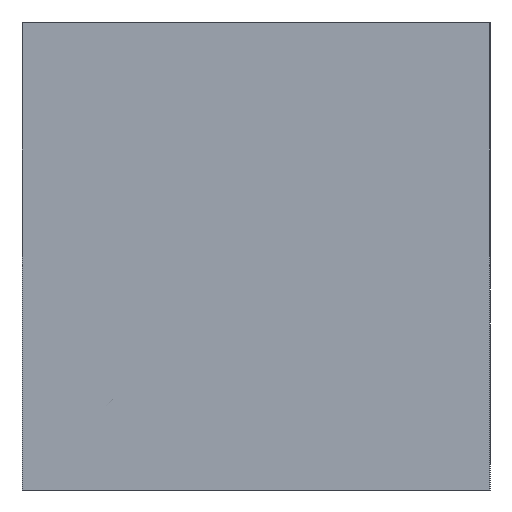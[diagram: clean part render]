
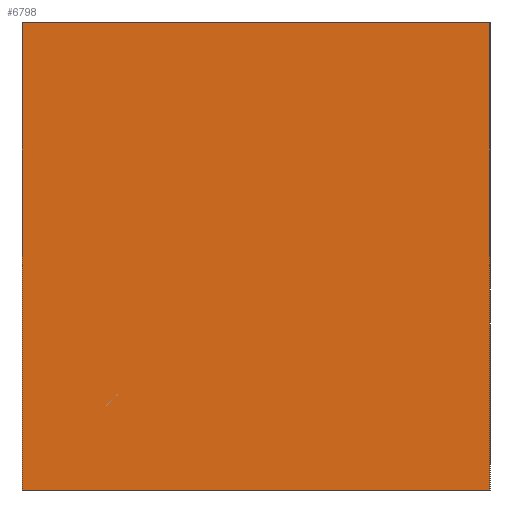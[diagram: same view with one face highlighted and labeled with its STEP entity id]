
A CAD part, left-side view. The second image highlights one B-rep face of the part: STEP entity #6798.
In plain terms, the highlighted planar face has unit normal (-1, 0, 0).
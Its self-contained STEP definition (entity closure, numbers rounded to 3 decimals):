
#367=PLANE('',#7123);
#708=FACE_OUTER_BOUND('',#1087,.T.);
#1087=EDGE_LOOP('',(#6031,#6032,#6033,#6034));
#1358=LINE('',#10477,#2029);
#1766=LINE('',#11584,#2437);
#1767=LINE('',#11585,#2438);
#1768=LINE('',#11586,#2439);
#2029=VECTOR('',#7516,10.);
#2437=VECTOR('',#8406,10.);
#2438=VECTOR('',#8407,10.);
#2439=VECTOR('',#8408,10.);
#2929=VERTEX_POINT('',#10470);
#2932=VERTEX_POINT('',#10475);
#3261=VERTEX_POINT('',#11582);
#3262=VERTEX_POINT('',#11583);
#3700=EDGE_CURVE('',#2932,#2929,#1358,.T.);
#4192=EDGE_CURVE('',#3261,#3262,#1766,.T.);
#4193=EDGE_CURVE('',#3262,#2929,#1767,.T.);
#4194=EDGE_CURVE('',#3261,#2932,#1768,.T.);
#6031=ORIENTED_EDGE('',*,*,#4192,.T.);
#6032=ORIENTED_EDGE('',*,*,#4193,.T.);
#6033=ORIENTED_EDGE('',*,*,#3700,.F.);
#6034=ORIENTED_EDGE('',*,*,#4194,.F.);
#6798=ADVANCED_FACE('',(#708),#367,.T.);
#7123=AXIS2_PLACEMENT_3D('',#11581,#8404,#8405);
#7516=DIRECTION('',(0.,-1.,0.));
#8404=DIRECTION('center_axis',(-1.,0.,0.));
#8405=DIRECTION('ref_axis',(0.,-1.,0.));
#8406=DIRECTION('',(0.,-1.,0.));
#8407=DIRECTION('',(0.,0.,1.));
#8408=DIRECTION('',(0.,0.,1.));
#10470=CARTESIAN_POINT('',(0.,0.,50.8));
#10475=CARTESIAN_POINT('',(0.,50.8,50.8));
#10477=CARTESIAN_POINT('',(0.,50.8,50.8));
#11581=CARTESIAN_POINT('Origin',(0.,50.8,0.));
#11582=CARTESIAN_POINT('',(0.,50.8,0.));
#11583=CARTESIAN_POINT('',(0.,0.,0.));
#11584=CARTESIAN_POINT('',(0.,50.8,0.));
#11585=CARTESIAN_POINT('',(0.,0.,0.));
#11586=CARTESIAN_POINT('',(0.,50.8,0.));
